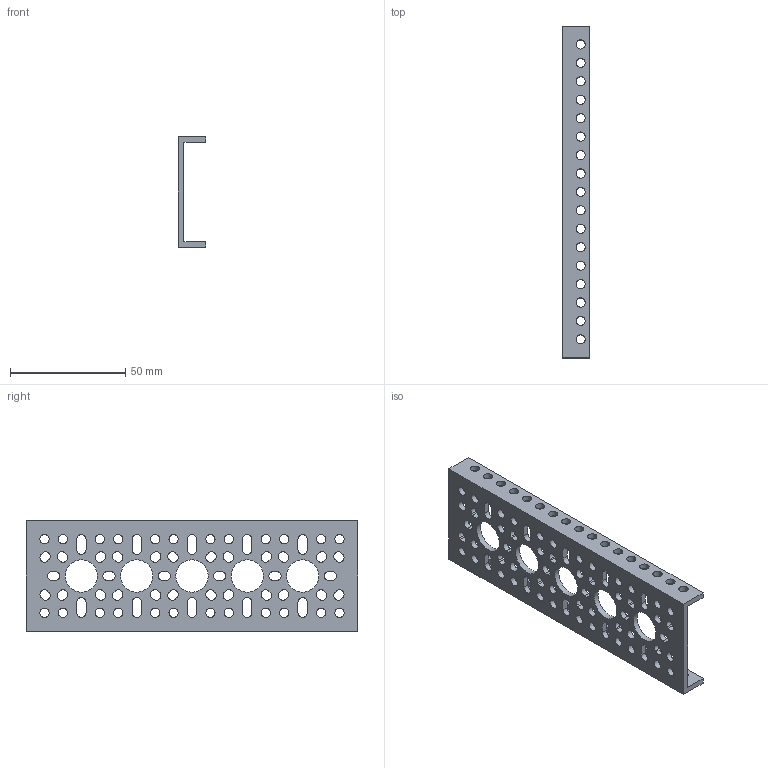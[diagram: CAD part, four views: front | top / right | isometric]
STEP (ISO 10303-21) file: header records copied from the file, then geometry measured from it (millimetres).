
FILE_DESCRIPTION(/* description */ ('STEP AP203','CAx-IF Rec.Pracs.---Representation and Presentation of Product Manufacturing Information (PMI)---4.0---2014-10-13'),/* implementation_level */ '2;1');
FILE_NAME(/* name */ '5-hole half U-channel v1.step',/* time_stamp */ '2025-03-13T00:41:34-04:00',/* author */ (''),/* organization */ (''),/* preprocessor_version */ 'ST-DEVELOPER v20',/* originating_system */ 'Autodesk Translation Framework v13.20.0.188',/* authorisation */ '');
FILE_SCHEMA (('AP242_MANAGED_MODEL_BASED_3D_ENGINEERING_MIM_LF { 1 0 10303 442 1 1 4 }'));
Length unit declared in the file: millimetre
Products named in the file (1): 1107-0005-0144 rev1
Bounding box: 12 x 144 x 48 mm (x, y, z)
Volume: 18401.3 mm3; surface area: 19762.4 mm2
Topology: 1 solids, 1 shells, 233 faces, 693 edges, 462 vertices
Faces by surface type: cylinder 143, plane 90
Full cylindrical faces by diameter (mm): 4 x58, 14 x5
Entity records: 8378 total; most frequent: DIRECTION 1447, CARTESIAN_POINT 1389, ORIENTED_EDGE 1386, EDGE_CURVE 693, AXIS2_PLACEMENT_3D 520, VERTEX_POINT 462, EDGE_LOOP 439, LINE 407
